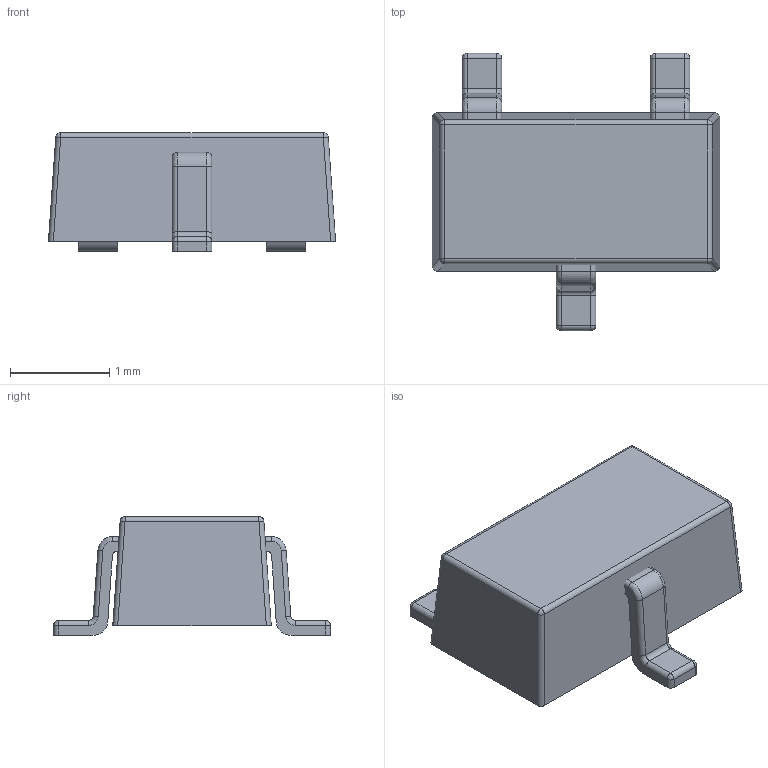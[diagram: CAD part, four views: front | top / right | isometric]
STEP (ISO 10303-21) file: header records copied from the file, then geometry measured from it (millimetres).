
FILE_DESCRIPTION(('FreeCAD Model'),'2;1');
FILE_NAME('TSMT3.stp', '2016-12-28T15:07:45',('Author'),(''), 'Open CASCADE STEP processor 6.8','FreeCAD','Unknown');
FILE_SCHEMA(('AUTOMOTIVE_DESIGN_CC2 { 1 2 10303 214 -1 1 5 4 }'));
Length unit declared in the file: millimetre
Products named in the file (5): ASSEMBLY; NONE002; NONE; NONE003; NONE001
Assembly tree (4 placements, depth 2):
  ASSEMBLY
    NONE002
    NONE
    NONE003
    NONE001
Bounding box: 2.9 x 2.8 x 1.2 mm (x, y, z)
Volume: 5.1 mm3; surface area: 25 mm2
Topology: 4 solids, 4 shells, 105 faces, 243 edges, 140 vertices
Faces by surface type: cylinder 47, plane 36, bspline 22
Entity records: 12662 total; most frequent: CARTESIAN_POINT 7663, DIRECTION 679, ORIENTED_EDGE 474, PCURVE 474, DEFINITIONAL_REPRESENTATION 474, LINE 305, VECTOR 305, B_SPLINE_CURVE_WITH_KNOTS 272
